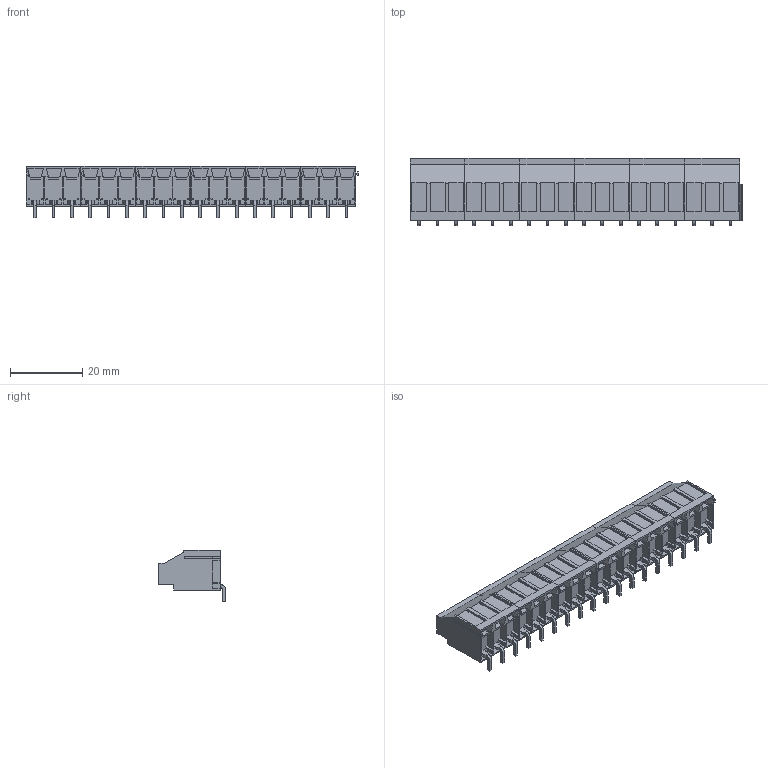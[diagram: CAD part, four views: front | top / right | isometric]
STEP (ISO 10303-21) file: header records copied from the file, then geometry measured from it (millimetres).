
FILE_DESCRIPTION(('CATIA V5 STEP','CAx-IF Rec.Pracs.--- Model Styling and Organization---1.2---2011-12-15'),'2;1');
FILE_NAME ('D1462061_0_2432070000_2432070000.stp','2016-10-03T07:03:39+00:00',('none'),('Weidmueller'),'CATIA Version 5-6 Release 2014','CATIA V5 STEP AP214','none');
FILE_SCHEMA(('AUTOMOTIVE_DESIGN { 1 0 10303 214 1 1 1 1 }'));
Length unit declared in the file: millimetre
Products named in the file (1): 2432070000_S
Bounding box: 92.09 x 18.57 x 14.2 mm (x, y, z)
Volume: 11957.9 mm3; surface area: 12208.8 mm2
Topology: 42 solids, 42 shells, 1350 faces, 3564 edges, 2352 vertices
Faces by surface type: plane 1206, cylinder 144
Entity records: 38336 total; most frequent: ORIENTED_EDGE 7128, CARTESIAN_POINT 6790, DIRECTION 5310, EDGE_CURVE 3564, VECTOR 3204, LINE 3204, VERTEX_POINT 2352, EDGE_LOOP 1404
